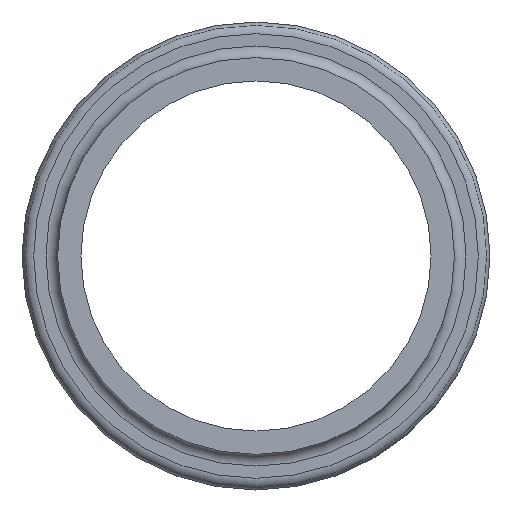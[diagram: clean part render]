
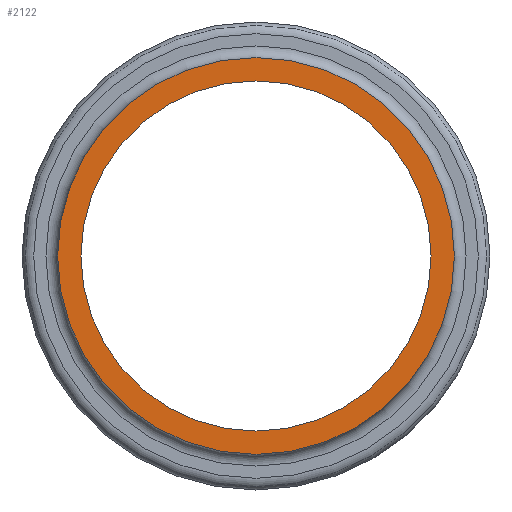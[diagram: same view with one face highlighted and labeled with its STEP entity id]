
A CAD part, front view. The second image highlights one B-rep face of the part: STEP entity #2122.
In plain terms, the highlighted planar face has unit normal (0, -1, 0).
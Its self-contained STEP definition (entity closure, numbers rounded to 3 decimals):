
#128=FACE_BOUND('',#556,.T.);
#338=FACE_OUTER_BOUND('',#555,.T.);
#555=EDGE_LOOP('',(#1605));
#556=EDGE_LOOP('',(#1606));
#968=CIRCLE('',#2340,15.);
#969=CIRCLE('',#2342,17.);
#1178=VERTEX_POINT('',#3610);
#1179=VERTEX_POINT('',#3613);
#1388=EDGE_CURVE('',#1178,#1178,#968,.T.);
#1389=EDGE_CURVE('',#1179,#1179,#969,.T.);
#1605=ORIENTED_EDGE('',*,*,#1389,.T.);
#1606=ORIENTED_EDGE('',*,*,#1388,.T.);
#2014=PLANE('',#2344);
#2122=ADVANCED_FACE('',(#338,#128),#2014,.F.);
#2340=AXIS2_PLACEMENT_3D('',#3611,#2775,#2776);
#2342=AXIS2_PLACEMENT_3D('',#3614,#2779,#2780);
#2344=AXIS2_PLACEMENT_3D('',#3617,#2783,#2784);
#2775=DIRECTION('center_axis',(0.,1.,0.));
#2776=DIRECTION('ref_axis',(-1.,0.,0.));
#2779=DIRECTION('center_axis',(0.,-1.,0.));
#2780=DIRECTION('ref_axis',(-1.,0.,0.));
#2783=DIRECTION('center_axis',(0.,1.,0.));
#2784=DIRECTION('ref_axis',(0.,0.,1.));
#3610=CARTESIAN_POINT('',(15.,87.5,0.));
#3611=CARTESIAN_POINT('Origin',(0.,87.5,0.));
#3613=CARTESIAN_POINT('',(17.,87.5,0.));
#3614=CARTESIAN_POINT('Origin',(0.,87.5,0.));
#3617=CARTESIAN_POINT('Origin',(0.,87.5,
0.));
